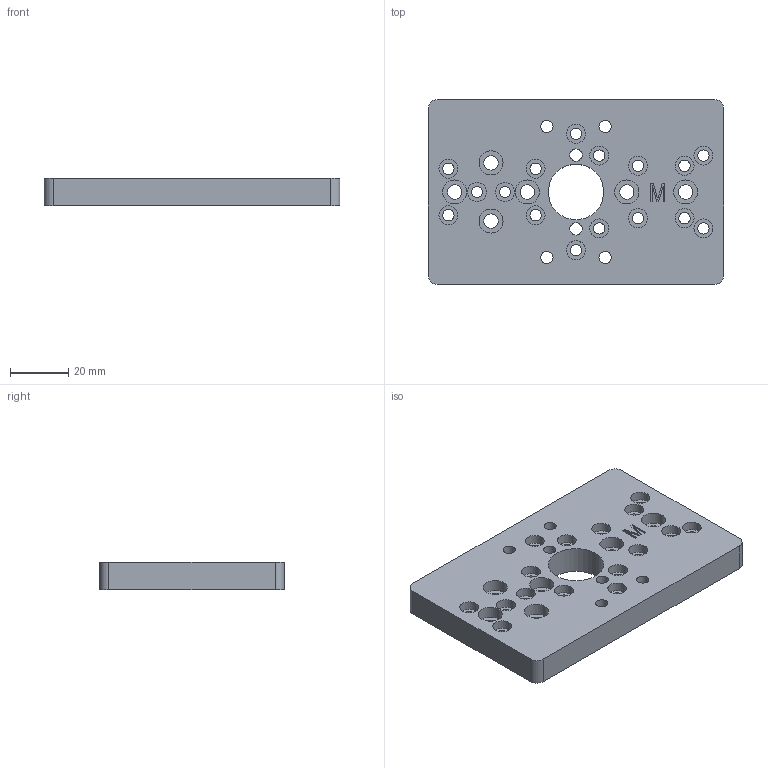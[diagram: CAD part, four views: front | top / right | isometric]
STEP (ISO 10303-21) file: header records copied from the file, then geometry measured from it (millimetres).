
FILE_DESCRIPTION (( 'STEP AP214' ), '1' );
FILE_NAME ('SLM-550-K-CVIV_REV1.STEP', '2023-03-14T11:11:25', ( '' ), ( '' ), 'SwSTEP 2.0', 'SolidWorks 2021', '' );
FILE_SCHEMA (( 'AUTOMOTIVE_DESIGN' ));
Length unit declared in the file: inch
Products named in the file (1): SLM-550-K-CVIV_REV1
Bounding box: 101.6 x 63.5 x 9.53 mm (x, y, z)
Volume: 52987 mm3; surface area: 19403.1 mm2
Topology: 1 solids, 1 shells, 99 faces, 238 edges, 164 vertices
Faces by surface type: cylinder 55, plane 43, bspline 1
Full cylindrical faces by diameter (mm): 3.912 x16, 4.2 x6, 4.928 x6, 6.5 x16, 8.25 x6, 19.05 x1
Entity records: 2741 total; most frequent: DIRECTION 477, CARTESIAN_POINT 460, ORIENTED_EDGE 342, EDGE_LOOP 231, AXIS2_PLACEMENT_3D 209, EDGE_CURVE 171, FACE_OUTER_BOUND 150, VERTEX_POINT 148
